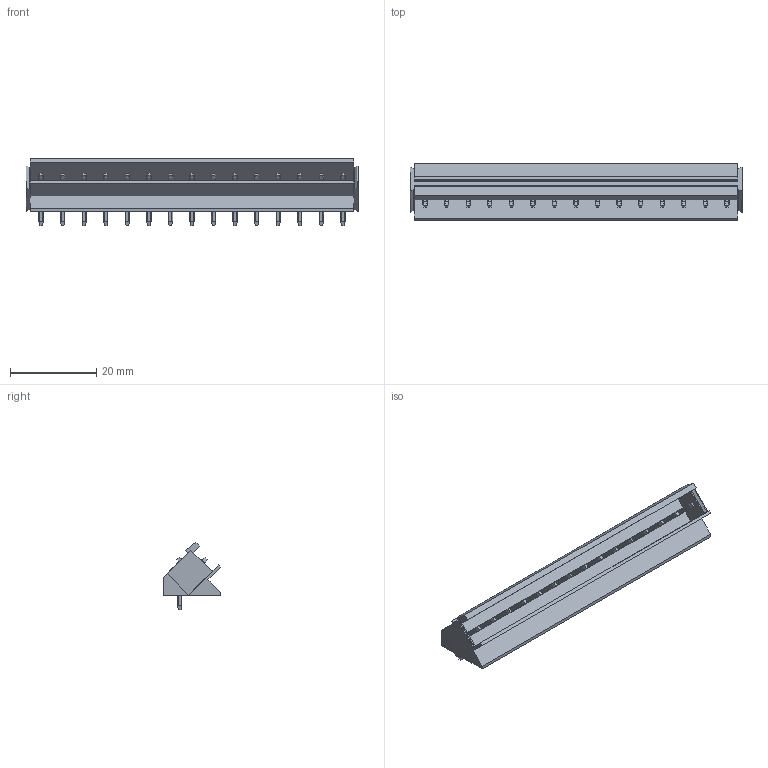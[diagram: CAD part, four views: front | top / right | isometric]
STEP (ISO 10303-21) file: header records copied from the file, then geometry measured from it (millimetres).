
FILE_DESCRIPTION(('CATIA V5 STEP Exchange','CAx-IF Rec.Pracs.--- Model Styling and Organization---1.2---2011-12-15'),'2;1');
FILE_NAME ('D1453880_0_1630610000_1630610000.stp','2018-10-13T03:01:18+00:00',('none'),('Weidmueller'),'CATIA Version 5-6 Release 2014','CATIA V5 STEP AP214','none');
FILE_SCHEMA(('AUTOMOTIVE_DESIGN { 1 0 10303 214 1 1 1 1 }'));
Length unit declared in the file: millimetre
Products named in the file (1): 1630610000
Bounding box: 77 x 13.3 x 15.63 mm (x, y, z)
Volume: 4575.6 mm3; surface area: 6198.8 mm2
Topology: 16 solids, 16 shells, 612 faces, 1616 edges, 1036 vertices
Faces by surface type: plane 370, cylinder 242
Entity records: 21957 total; most frequent: CARTESIAN_POINT 8340, ORIENTED_EDGE 3232, DIRECTION 2070, EDGE_CURVE 1616, VECTOR 1132, LINE 1132, VERTEX_POINT 1036, EDGE_LOOP 642
